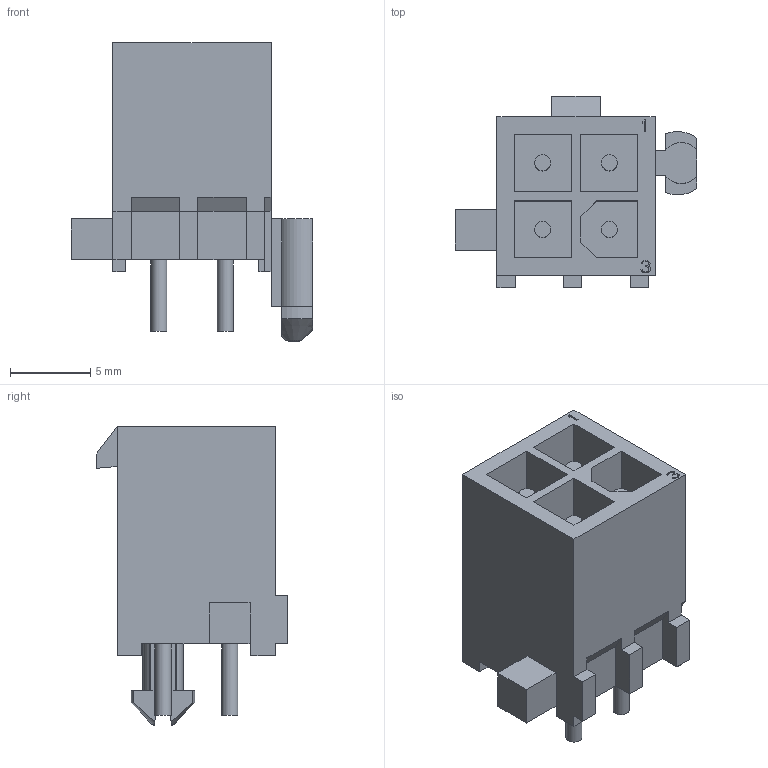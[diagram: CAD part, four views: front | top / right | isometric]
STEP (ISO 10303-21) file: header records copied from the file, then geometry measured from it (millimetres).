
FILE_DESCRIPTION(/* description */ (''),/* implementation_level */ '2;1');
FILE_NAME(/* name */ 'TYCO_1-770174-0.stp',/* time_stamp */ '2016-10-17T15:21:52+02:00',/* author */ ('riccim'),/* organization */ ('SolidWorks'),/* preprocessor_version */ 'ST-DEVELOPER v15.5',/* originating_system */ 'AutoCAD Mechanical',/* authorisation */ ' ');
FILE_SCHEMA (('AUTOMOTIVE_DESIGN { 1 0 10303 214 3 1 1 }'));
Length unit declared in the file: millimetre
Products named in the file (1): Product
Bounding box: 15.01 x 11.89 x 18.57 mm (x, y, z)
Volume: 926.5 mm3; surface area: 1671.7 mm2
Topology: 5 solids, 5 shells, 173 faces, 470 edges, 313 vertices
Faces by surface type: plane 156, cylinder 13, cone 2, torus 2
Full cylindrical faces by diameter (mm): 1.001 x8
Entity records: 5397 total; most frequent: CARTESIAN_POINT 1027, ORIENTED_EDGE 916, DIRECTION 825, EDGE_CURVE 458, LINE 419, VECTOR 419, VERTEX_POINT 309, AXIS2_PLACEMENT_3D 203
